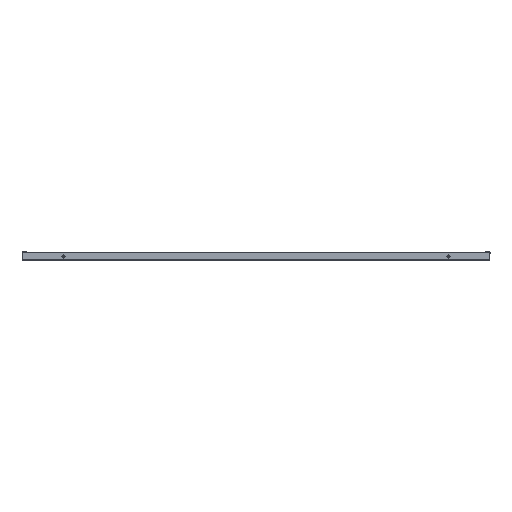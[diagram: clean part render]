
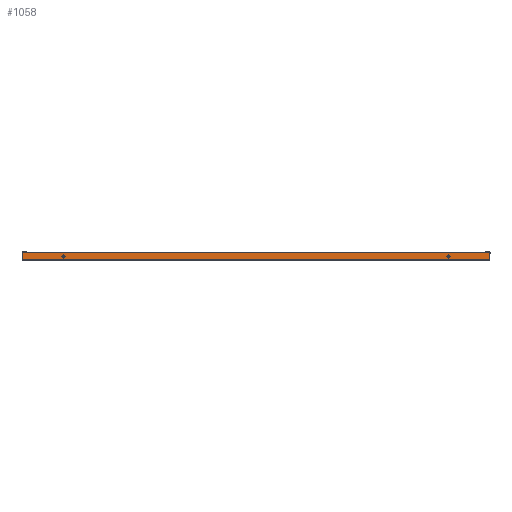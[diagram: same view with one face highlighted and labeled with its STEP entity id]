
A CAD part, front view. The second image highlights one B-rep face of the part: STEP entity #1058.
In plain terms, the highlighted planar face has unit normal (0, -1, 0).
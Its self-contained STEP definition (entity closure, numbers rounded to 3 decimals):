
#1058 = ADVANCED_FACE ( 'NONE', ( #21051, #21049, #21046 ), #11929, .F. ) ;
#6014 = VERTEX_POINT ( 'NONE', #12968 ) ;
#6024 = VERTEX_POINT ( 'NONE', #12958 ) ;
#6027 = VERTEX_POINT ( 'NONE', #12955 ) ;
#6056 = VERTEX_POINT ( 'NONE', #12922 ) ;
#6070 = VERTEX_POINT ( 'NONE', #12909 ) ;
#6079 = VERTEX_POINT ( 'NONE', #12900 ) ;
#6082 = VERTEX_POINT ( 'NONE', #12897 ) ;
#6095 = VERTEX_POINT ( 'NONE', #12881 ) ;
#8367 = EDGE_CURVE ( 'NONE', #6056, #6014, #16911, .T. ) ;
#8421 = EDGE_CURVE ( 'NONE', #6095, #6024, #16888, .T. ) ;
#8430 = EDGE_CURVE ( 'NONE', #6024, #6070, #16884, .T. ) ;
#8474 = EDGE_CURVE ( 'NONE', #6095, #6082, #16861, .T. ) ;
#8569 = EDGE_CURVE ( 'NONE', #6079, #6027, #16776, .T. ) ;
#8596 = EDGE_CURVE ( 'NONE', #6027, #6079, #16761, .T. ) ;
#8951 = EDGE_CURVE ( 'NONE', #6014, #6056, #16688, .T. ) ;
#9052 = EDGE_CURVE ( 'NONE', #6082, #6070, #16671, .T. ) ;
#11922 = DIRECTION ( 'NONE',  ( 0., 0., 1. ) ) ;
#11924 = DIRECTION ( 'NONE',  ( 0., 1., 0. ) ) ;
#11929 = PLANE ( 'NONE',  #13117 ) ;
#11931 = CARTESIAN_POINT ( 'NONE',  ( -571.5, -980.5, 18.5 ) ) ;
#12881 = CARTESIAN_POINT ( 'NONE',  ( 571.4, -980.5, 1.51 ) ) ;
#12897 = CARTESIAN_POINT ( 'NONE',  ( -571.4, -980.5, 1.51 ) ) ;
#12900 = CARTESIAN_POINT ( 'NONE',  ( -471.4, -980.5, 13.5 ) ) ;
#12909 = CARTESIAN_POINT ( 'NONE',  ( -571.4, -980.5, 18.5 ) ) ;
#12922 = CARTESIAN_POINT ( 'NONE',  ( 471.4, -980.5, 13.5 ) ) ;
#12955 = CARTESIAN_POINT ( 'NONE',  ( -471.4, -980.5, 5.5 ) ) ;
#12958 = CARTESIAN_POINT ( 'NONE',  ( 571.4, -980.5, 18.5 ) ) ;
#12968 = CARTESIAN_POINT ( 'NONE',  ( 471.4, -980.5, 5.5 ) ) ;
#13117 = AXIS2_PLACEMENT_3D ( 'NONE', #11931, #11924, #11922 ) ;
#13275 = AXIS2_PLACEMENT_3D ( 'NONE', #21333, #21331, #21329 ) ;
#13305 = AXIS2_PLACEMENT_3D ( 'NONE', #21448, #21439, #21437 ) ;
#13351 = AXIS2_PLACEMENT_3D ( 'NONE', #26528, #26515, #26514 ) ;
#13477 = AXIS2_PLACEMENT_3D ( 'NONE', #20875, #20865, #20864 ) ;
#16670 = VECTOR ( 'NONE', #20776, 1000. ) ;
#16671 = LINE ( 'NONE', #20777, #16670 ) ;
#16688 = CIRCLE ( 'NONE', #13477, 4. ) ;
#16761 = CIRCLE ( 'NONE', #13275, 4. ) ;
#16776 = CIRCLE ( 'NONE', #13305, 4. ) ;
#16861 = LINE ( 'NONE', #26519, #16863 ) ;
#16863 = VECTOR ( 'NONE', #21628, 1000. ) ;
#16882 = VECTOR ( 'NONE', #26387, 1000. ) ;
#16884 = LINE ( 'NONE', #26393, #16882 ) ;
#16886 = VECTOR ( 'NONE', #26394, 1000. ) ;
#16888 = LINE ( 'NONE', #26407, #16886 ) ;
#16911 = CIRCLE ( 'NONE', #13351, 4. ) ;
#20776 = DIRECTION ( 'NONE',  ( 0., 0., 1. ) ) ;
#20777 = CARTESIAN_POINT ( 'NONE',  ( -571.4, -980.5, 1.51 ) ) ;
#20864 = DIRECTION ( 'NONE',  ( 0., 0., -1. ) ) ;
#20865 = DIRECTION ( 'NONE',  ( 0., 1., 0. ) ) ;
#20875 = CARTESIAN_POINT ( 'NONE',  ( 471.4, -980.5, 9.5 ) ) ;
#21046 = FACE_BOUND ( 'NONE', #23208, .T. ) ;
#21049 = FACE_BOUND ( 'NONE', #23115, .T. ) ;
#21051 = FACE_OUTER_BOUND ( 'NONE', #23038, .T. ) ;
#21329 = DIRECTION ( 'NONE',  ( 0., 0., -1. ) ) ;
#21331 = DIRECTION ( 'NONE',  ( 0., -1., 0. ) ) ;
#21333 = CARTESIAN_POINT ( 'NONE',  ( -471.4, -980.5, 9.5 ) ) ;
#21437 = DIRECTION ( 'NONE',  ( 0., 0., -1. ) ) ;
#21439 = DIRECTION ( 'NONE',  ( 0., -1., 0. ) ) ;
#21448 = CARTESIAN_POINT ( 'NONE',  ( -471.4, -980.5, 9.5 ) ) ;
#21628 = DIRECTION ( 'NONE',  ( -1., 0., 0. ) ) ;
#22440 = ORIENTED_EDGE ( 'NONE', *, *, #8421, .T. ) ;
#22441 = ORIENTED_EDGE ( 'NONE', *, *, #8430, .T. ) ;
#22442 = ORIENTED_EDGE ( 'NONE', *, *, #9052, .F. ) ;
#22443 = ORIENTED_EDGE ( 'NONE', *, *, #8474, .F. ) ;
#22444 = ORIENTED_EDGE ( 'NONE', *, *, #8596, .F. ) ;
#22445 = ORIENTED_EDGE ( 'NONE', *, *, #8569, .F. ) ;
#22446 = ORIENTED_EDGE ( 'NONE', *, *, #8951, .T. ) ;
#22447 = ORIENTED_EDGE ( 'NONE', *, *, #8367, .T. ) ;
#23038 = EDGE_LOOP ( 'NONE', ( #22440, #22441, #22442, #22443 ) ) ;
#23115 = EDGE_LOOP ( 'NONE', ( #22444, #22445 ) ) ;
#23208 = EDGE_LOOP ( 'NONE', ( #22446, #22447 ) ) ;
#26387 = DIRECTION ( 'NONE',  ( -1., 0., 0. ) ) ;
#26393 = CARTESIAN_POINT ( 'NONE',  ( -571.5, -980.5, 18.5 ) ) ;
#26394 = DIRECTION ( 'NONE',  ( 0., 0., 1. ) ) ;
#26407 = CARTESIAN_POINT ( 'NONE',  ( 571.4, -980.5, 1.51 ) ) ;
#26514 = DIRECTION ( 'NONE',  ( 0., 0., -1. ) ) ;
#26515 = DIRECTION ( 'NONE',  ( 0., 1., 0. ) ) ;
#26519 = CARTESIAN_POINT ( 'NONE',  ( -571.5, -980.5, 1.51 ) ) ;
#26528 = CARTESIAN_POINT ( 'NONE',  ( 471.4, -980.5, 9.5 ) ) ;
